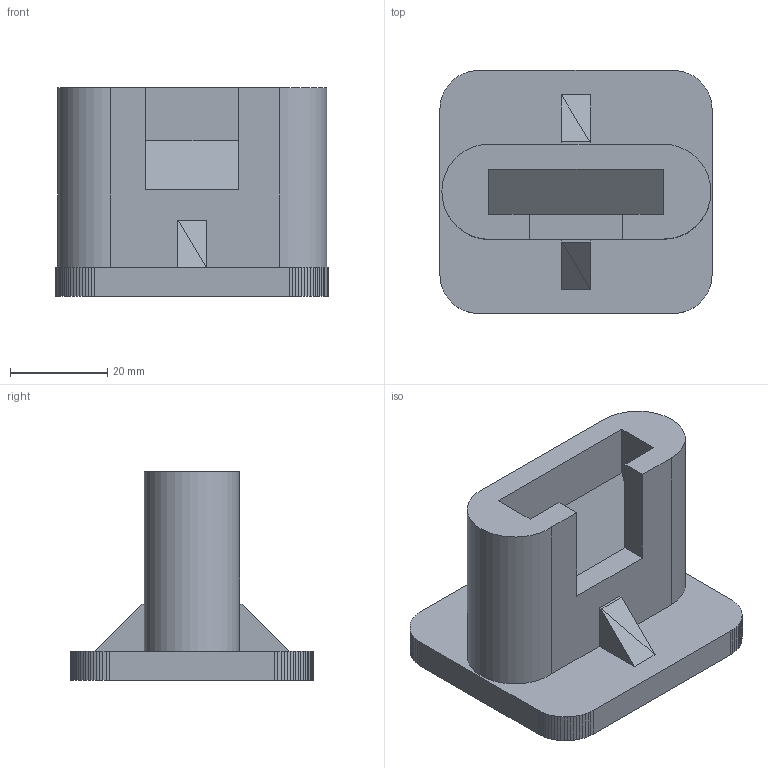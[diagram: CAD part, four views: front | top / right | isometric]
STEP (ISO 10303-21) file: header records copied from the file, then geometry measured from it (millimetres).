
FILE_DESCRIPTION (( 'STEP AP214' ), '1' );
FILE_NAME ('蕾宒莓絮殤.STEP', '2024-12-19T07:07:59', ( 'Windows User' ), ( 'P R C' ), 'SwSTEP 2.0', 'SolidWorks 2023', '' );
FILE_SCHEMA (( 'AUTOMOTIVE_DESIGN' ));
Length unit declared in the file: millimetre
Products named in the file (1): 立式铲刀架
Bounding box: 56 x 50 x 43 mm (x, y, z)
Volume: 43948.4 mm3; surface area: 14047.6 mm2
Topology: 1 solids, 1 shells, 432 faces, 1189 edges, 793 vertices
Faces by surface type: plane 428, cylinder 3, bspline 1
Entity records: 13477 total; most frequent: CARTESIAN_POINT 2431, ORIENTED_EDGE 2378, DIRECTION 2056, EDGE_CURVE 1189, VECTOR 1180, LINE 1180, VERTEX_POINT 793, EDGE_LOOP 466
